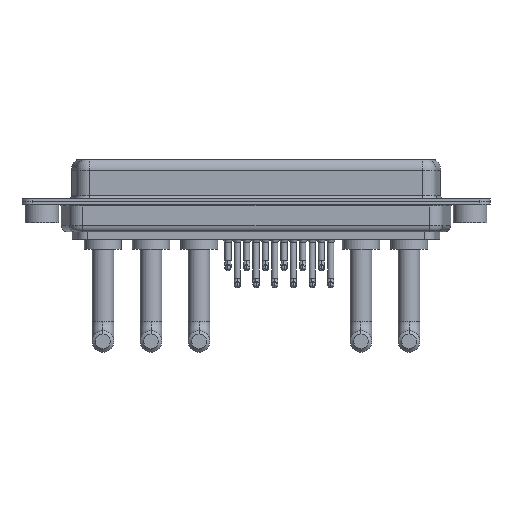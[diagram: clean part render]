
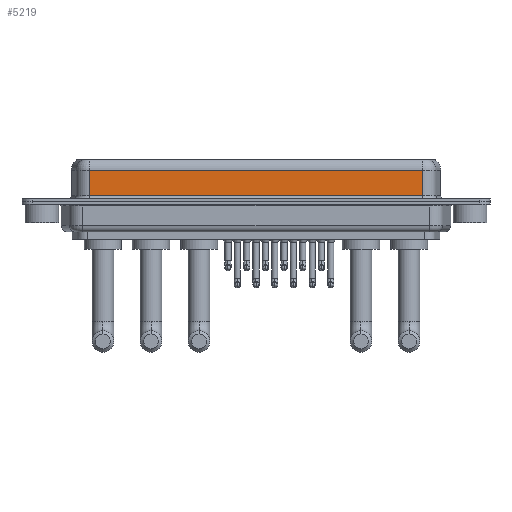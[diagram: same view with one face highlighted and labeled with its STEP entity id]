
A CAD part, front view. The second image highlights one B-rep face of the part: STEP entity #5219.
In plain terms, the highlighted planar face has unit normal (0, -1, 0).
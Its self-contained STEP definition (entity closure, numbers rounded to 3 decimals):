
#123 = VECTOR ( 'NONE', #4474, 1000. ) ;
#871 = DIRECTION ( 'NONE',  ( -1., 0., 0. ) ) ;
#1051 = CARTESIAN_POINT ( 'NONE',  ( 7.038, -3.95, 6.4 ) ) ;
#1743 = DIRECTION ( 'NONE',  ( 0., 1., 0. ) ) ;
#1897 = VERTEX_POINT ( 'NONE', #6982 ) ;
#4219 = EDGE_CURVE ( 'NONE', #1897, #6411, #6205, .T. ) ;
#4398 = FACE_OUTER_BOUND ( 'NONE', #17980, .T. ) ;
#4474 = DIRECTION ( 'NONE',  ( 1., 0., 0. ) ) ;
#4598 = PLANE ( 'NONE',  #18728 ) ;
#5010 = VERTEX_POINT ( 'NONE', #18842 ) ;
#5219 = ADVANCED_FACE ( 'NONE', ( #4398 ), #4598, .F. ) ;
#5862 = LINE ( 'NONE', #1051, #16434 ) ;
#6205 = LINE ( 'NONE', #12443, #123 ) ;
#6411 = VERTEX_POINT ( 'NONE', #8122 ) ;
#6706 = CARTESIAN_POINT ( 'NONE',  ( 56.462, -3.95, 6.4 ) ) ;
#6800 = VECTOR ( 'NONE', #8443, 1000. ) ;
#6900 = VECTOR ( 'NONE', #871, 1000. ) ;
#6982 = CARTESIAN_POINT ( 'NONE',  ( 7.038, -3.95, 0.9 ) ) ;
#8122 = CARTESIAN_POINT ( 'NONE',  ( 56.462, -3.95, 0.9 ) ) ;
#8443 = DIRECTION ( 'NONE',  ( 0., 0., -1. ) ) ;
#8536 = LINE ( 'NONE', #6706, #6800 ) ;
#8638 = LINE ( 'NONE', #14859, #6900 ) ;
#8991 = ORIENTED_EDGE ( 'NONE', *, *, #12800, .T. ) ;
#10518 = EDGE_CURVE ( 'NONE', #5010, #6411, #8536, .T. ) ;
#11164 = CARTESIAN_POINT ( 'NONE',  ( 7.038, -3.95, 4.65 ) ) ;
#12443 = CARTESIAN_POINT ( 'NONE',  ( 56.462, -3.95, 0.9 ) ) ;
#12576 = DIRECTION ( 'NONE',  ( 0., 0., 1. ) ) ;
#12800 = EDGE_CURVE ( 'NONE', #5010, #13036, #8638, .T. ) ;
#13036 = VERTEX_POINT ( 'NONE', #11164 ) ;
#13538 = ORIENTED_EDGE ( 'NONE', *, *, #15931, .T. ) ;
#13625 = ORIENTED_EDGE ( 'NONE', *, *, #4219, .T. ) ;
#14211 = CARTESIAN_POINT ( 'NONE',  ( 56.462, -3.95, 6.4 ) ) ;
#14859 = CARTESIAN_POINT ( 'NONE',  ( 56.462, -3.95, 4.65 ) ) ;
#15263 = ORIENTED_EDGE ( 'NONE', *, *, #10518, .F. ) ;
#15931 = EDGE_CURVE ( 'NONE', #13036, #1897, #5862, .T. ) ;
#16434 = VECTOR ( 'NONE', #19739, 1000. ) ;
#17980 = EDGE_LOOP ( 'NONE', ( #15263, #8991, #13538, #13625 ) ) ;
#18728 = AXIS2_PLACEMENT_3D ( 'NONE', #14211, #1743, #12576 ) ;
#18842 = CARTESIAN_POINT ( 'NONE',  ( 56.462, -3.95, 4.65 ) ) ;
#19739 = DIRECTION ( 'NONE',  ( 0., 0., -1. ) ) ;
